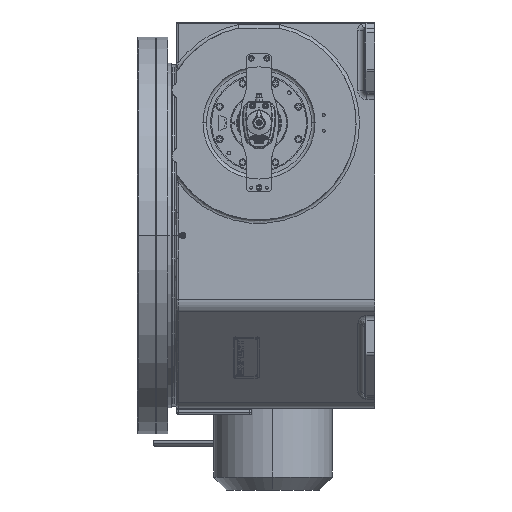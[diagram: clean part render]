
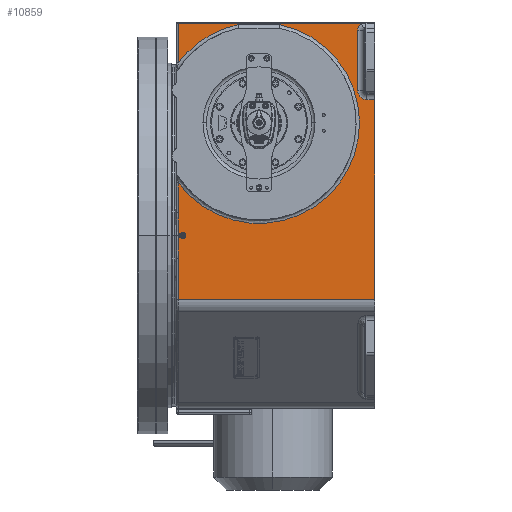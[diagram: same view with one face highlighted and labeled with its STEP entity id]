
A CAD part, left-side view. The second image highlights one B-rep face of the part: STEP entity #10859.
In plain terms, the highlighted planar face has unit normal (-1, 0, 0).
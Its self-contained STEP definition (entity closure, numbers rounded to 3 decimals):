
#96=DIRECTION('',(0.,0.,1.));
#97=VECTOR('',#96,463.579);
#98=CARTESIAN_POINT('',(-400.,0.,-148.579));
#99=LINE('',#98,#97);
#100=DIRECTION('',(0.,1.,0.));
#101=VECTOR('',#100,455.);
#102=CARTESIAN_POINT('',(-400.,0.,-148.579));
#103=LINE('',#102,#101);
#104=DIRECTION('',(0.,0.,1.));
#105=VECTOR('',#104,95.879);
#106=CARTESIAN_POINT('',(-400.,455.,-148.579));
#107=LINE('',#106,#105);
#108=CARTESIAN_POINT('',(-400.,455.,-52.7));
#109=CARTESIAN_POINT('',(-400.,454.999,-47.641));
#110=CARTESIAN_POINT('',(-400.,455.17,-36.981));
#111=CARTESIAN_POINT('',(-400.,455.657,-18.336));
#112=CARTESIAN_POINT('',(-400.,455.806,-6.18));
#113=CARTESIAN_POINT('',(-400.,455.806,
0.));
#115=CARTESIAN_POINT('',(-400.,455.806,
0.));
#116=CARTESIAN_POINT('',(-400.,455.806,6.183));
#117=CARTESIAN_POINT('',(-400.,455.657,18.342));
#118=CARTESIAN_POINT('',(-400.,455.169,36.997));
#119=CARTESIAN_POINT('',(-400.,454.999,47.648));
#120=CARTESIAN_POINT('',(-400.,455.,52.7));
#122=DIRECTION('',(0.,0.,1.));
#123=VECTOR('',#122,69.304);
#124=CARTESIAN_POINT('',(-400.,455.,52.7));
#125=LINE('',#124,#123);
#126=CARTESIAN_POINT('',(-400.,268.,261.));
#127=DIRECTION('',(-1.,0.,0.));
#128=DIRECTION('',(0.,0.803,-0.597));
#129=AXIS2_PLACEMENT_3D('',#126,#127,#128);
#131=DIRECTION('',(0.,1.,0.));
#132=VECTOR('',#131,96.021);
#133=CARTESIAN_POINT('',(-400.,219.99,489.));
#134=LINE('',#133,#132);
#135=CARTESIAN_POINT('',(-400.,268.,261.));
#136=DIRECTION('',(-1.,0.,0.));
#137=DIRECTION('',(0.,0.206,0.979));
#138=AXIS2_PLACEMENT_3D('',#135,#136,#137);
#140=DIRECTION('',(0.,0.,1.));
#141=VECTOR('',#140,91.004);
#142=CARTESIAN_POINT('',(-400.,455.,399.996));
#143=LINE('',#142,#141);
#144=DIRECTION('',(0.,-1.,0.));
#145=VECTOR('',#144,423.338);
#146=CARTESIAN_POINT('',(-400.,455.,491.));
#147=LINE('',#146,#145);
#148=CARTESIAN_POINT('',(-400.,20.,476.));
#149=DIRECTION('',(1.,0.,0.));
#150=DIRECTION('',(0.,1.,0.));
#151=AXIS2_PLACEMENT_3D('',#148,#149,#150);
#153=DIRECTION('',(0.,0.,1.));
#154=VECTOR('',#153,140.);
#155=CARTESIAN_POINT('',(-400.,39.,336.));
#156=LINE('',#155,#154);
#157=CARTESIAN_POINT('',(-400.,18.,336.));
#158=DIRECTION('',(1.,0.,0.));
#159=DIRECTION('',(0.,0.,-1.));
#160=AXIS2_PLACEMENT_3D('',#157,#158,#159);
#162=DIRECTION('',(0.,1.,0.));
#163=VECTOR('',#162,18.);
#164=CARTESIAN_POINT('',(-400.,0.,315.));
#165=LINE('',#164,#163);
#166=CARTESIAN_POINT('',(-400.,445.,0.));
#167=DIRECTION('',(-1.,0.,0.));
#168=DIRECTION('',(0.,-1.,0.));
#169=AXIS2_PLACEMENT_3D('',#166,#167,#168);
#171=CARTESIAN_POINT('',(-400.,445.,0.));
#172=DIRECTION('',(-1.,0.,0.));
#173=DIRECTION('',(0.,1.,0.));
#174=AXIS2_PLACEMENT_3D('',#171,#172,#173);
#6493=CARTESIAN_POINT('',(-400.,31.662,491.));
#9280=CARTESIAN_POINT('',(-400.,452.5,0.));
#9281=CARTESIAN_POINT('',(-400.,437.5,0.));
#9282=VERTEX_POINT('',#9280);
#9283=VERTEX_POINT('',#9281);
#9292=CARTESIAN_POINT('',(-400.,0.,-148.579));
#9293=CARTESIAN_POINT('',(-400.,0.,315.));
#9294=VERTEX_POINT('',#9292);
#9295=VERTEX_POINT('',#9293);
#9780=CARTESIAN_POINT('',(-400.,219.99,489.));
#9781=CARTESIAN_POINT('',(-400.,316.01,489.));
#9782=VERTEX_POINT('',#9780);
#9783=VERTEX_POINT('',#9781);
#10322=CARTESIAN_POINT('',(-400.,455.,-148.579));
#10323=VERTEX_POINT('',#10322);
#10326=CARTESIAN_POINT('',(-400.,455.,
-52.7));
#10327=VERTEX_POINT('',#10326);
#10329=VERTEX_POINT('',#113);
#10331=VERTEX_POINT('',#120);
#10334=CARTESIAN_POINT('',(-400.,455.,
122.004));
#10335=VERTEX_POINT('',#10334);
#10346=CARTESIAN_POINT('',(-400.,455.,
399.996));
#10347=CARTESIAN_POINT('',(-400.,455.,
491.));
#10348=VERTEX_POINT('',#10346);
#10349=VERTEX_POINT('',#10347);
#10759=VERTEX_POINT('',#6493);
#10763=CARTESIAN_POINT('',(-400.,39.,476.));
#10764=VERTEX_POINT('',#10763);
#10767=CARTESIAN_POINT('',(-400.,39.,336.));
#10768=VERTEX_POINT('',#10767);
#10791=CARTESIAN_POINT('',(-400.,18.,315.));
#10792=VERTEX_POINT('',#10791);
#10816=CARTESIAN_POINT('',(-400.,-4.,-250.));
#10817=DIRECTION('',(-1.,0.,0.));
#10818=DIRECTION('',(0.,0.,1.));
#10819=AXIS2_PLACEMENT_3D('',#10816,#10817,#10818);
#10820=PLANE('',#10819);
#10822=ORIENTED_EDGE('',*,*,#10821,.F.);
#10824=ORIENTED_EDGE('',*,*,#10823,.T.);
#10826=ORIENTED_EDGE('',*,*,#10825,.T.);
#10828=ORIENTED_EDGE('',*,*,#10827,.T.);
#10830=ORIENTED_EDGE('',*,*,#10829,.T.);
#10832=ORIENTED_EDGE('',*,*,#10831,.T.);
#10834=ORIENTED_EDGE('',*,*,#10833,.T.);
#10836=ORIENTED_EDGE('',*,*,#10835,.T.);
#10838=ORIENTED_EDGE('',*,*,#10837,.T.);
#10840=ORIENTED_EDGE('',*,*,#10839,.T.);
#10842=ORIENTED_EDGE('',*,*,#10841,.T.);
#10844=ORIENTED_EDGE('',*,*,#10843,.F.);
#10846=ORIENTED_EDGE('',*,*,#10845,.F.);
#10848=ORIENTED_EDGE('',*,*,#10847,.F.);
#10850=ORIENTED_EDGE('',*,*,#10849,.F.);
#10851=EDGE_LOOP('',(#10822,#10824,#10826,#10828,#10830,#10832,#10834,#10836,
#10838,#10840,#10842,#10844,#10846,#10848,#10850));
#10852=FACE_OUTER_BOUND('',#10851,.F.);
#10854=ORIENTED_EDGE('',*,*,#10853,.T.);
#10856=ORIENTED_EDGE('',*,*,#10855,.T.);
#10857=EDGE_LOOP('',(#10854,#10856));
#10858=FACE_BOUND('',#10857,.F.);
#114=B_SPLINE_CURVE_WITH_KNOTS('',3,(#108,#109,#110,#111,#112,#113),
.UNSPECIFIED.,.F.,.F.,(4,1,1,4),(0.,0.333,0.667,1.),
.UNSPECIFIED.);
#121=B_SPLINE_CURVE_WITH_KNOTS('',3,(#115,#116,#117,#118,#119,#120),
.UNSPECIFIED.,.F.,.F.,(4,1,1,4),(0.,0.333,0.667,1.),
.UNSPECIFIED.);
#130=CIRCLE('',#129,233.);
#139=CIRCLE('',#138,233.);
#152=CIRCLE('',#151,19.);
#161=CIRCLE('',#160,21.);
#170=CIRCLE('',#169,7.5);
#175=CIRCLE('',#174,7.5);
#10821=EDGE_CURVE('',#9294,#9295,#99,.T.);
#10823=EDGE_CURVE('',#9294,#10323,#103,.T.);
#10825=EDGE_CURVE('',#10323,#10327,#107,.T.);
#10827=EDGE_CURVE('',#10327,#10329,#114,.T.);
#10829=EDGE_CURVE('',#10329,#10331,#121,.T.);
#10831=EDGE_CURVE('',#10331,#10335,#125,.T.);
#10833=EDGE_CURVE('',#10335,#9782,#130,.T.);
#10835=EDGE_CURVE('',#9782,#9783,#134,.T.);
#10837=EDGE_CURVE('',#9783,#10348,#139,.T.);
#10839=EDGE_CURVE('',#10348,#10349,#143,.T.);
#10841=EDGE_CURVE('',#10349,#10759,#147,.T.);
#10843=EDGE_CURVE('',#10764,#10759,#152,.T.);
#10845=EDGE_CURVE('',#10768,#10764,#156,.T.);
#10847=EDGE_CURVE('',#10792,#10768,#161,.T.);
#10849=EDGE_CURVE('',#9295,#10792,#165,.T.);
#10853=EDGE_CURVE('',#9283,#9282,#170,.T.);
#10855=EDGE_CURVE('',#9282,#9283,#175,.T.);
#10859=ADVANCED_FACE('',(#10852,#10858),#10820,.T.);
